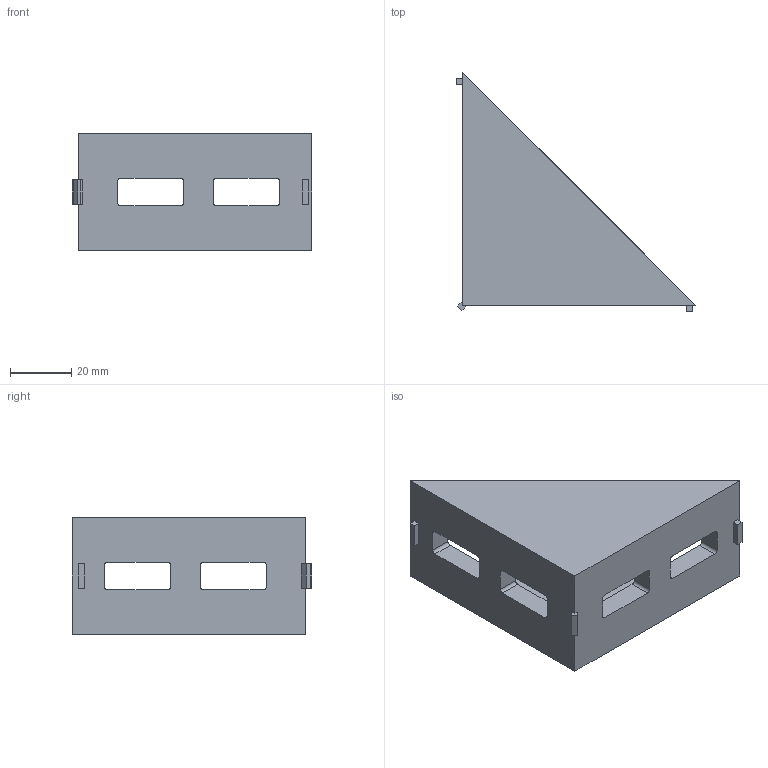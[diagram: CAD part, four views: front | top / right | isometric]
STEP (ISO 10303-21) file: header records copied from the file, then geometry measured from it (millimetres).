
FILE_DESCRIPTION (( 'STEP AP214' ), '1' );
FILE_NAME ('1.46.204.3876.1.STEP', '2024-10-11T19:07:51', ( '' ), ( '' ), 'SwSTEP 2.0', 'SolidWorks 2024', '' );
FILE_SCHEMA (( 'AUTOMOTIVE_DESIGN' ));
Length unit declared in the file: millimetre
Products named in the file (1): 1.46.204.3876.1
Bounding box: 78 x 78 x 38 mm (x, y, z)
Volume: 44830.1 mm3; surface area: 20842.8 mm2
Topology: 1 solids, 1 shells, 57 faces, 156 edges, 104 vertices
Faces by surface type: plane 41, cylinder 16
Entity records: 1841 total; most frequent: CARTESIAN_POINT 318, ORIENTED_EDGE 312, DIRECTION 304, EDGE_CURVE 156, LINE 124, VECTOR 124, VERTEX_POINT 104, AXIS2_PLACEMENT_3D 90
